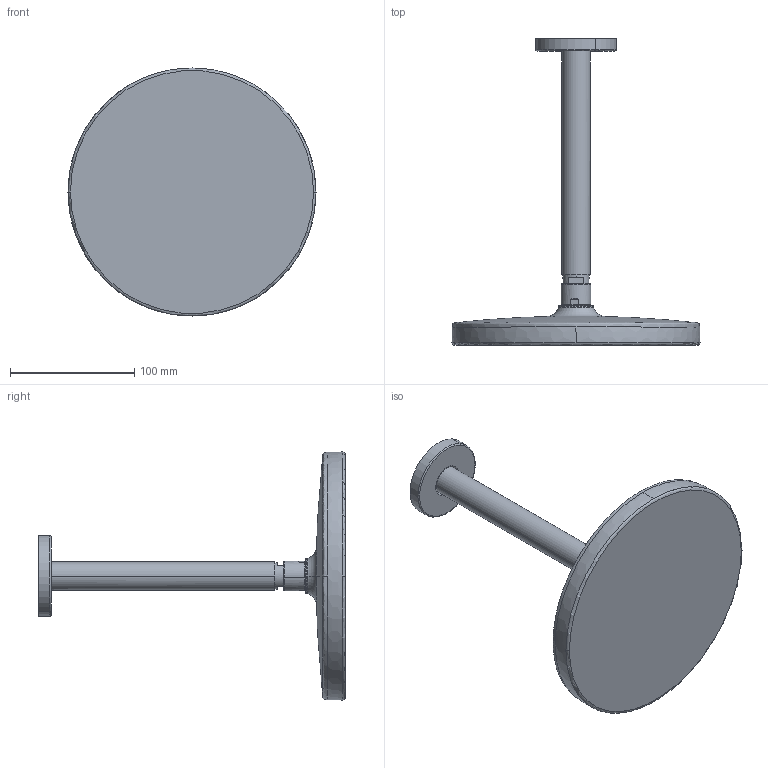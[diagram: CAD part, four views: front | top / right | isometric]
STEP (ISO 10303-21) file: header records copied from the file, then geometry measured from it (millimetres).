
FILE_DESCRIPTION (( 'STEP AP203' ), '1' );
FILE_NAME ('44370100.STEP', '2019-08-28T11:31:35', ( '' ), ( '' ), 'SwSTEP 2.0', 'SolidWorks 2016', '' );
FILE_SCHEMA (( 'CONFIG_CONTROL_DESIGN' ));
Length unit declared in the file: millimetre
Products named in the file (1): 44370100
Bounding box: 200 x 247.3 x 200 mm (x, y, z)
Volume: 773918.4 mm3; surface area: 96964.9 mm2
Topology: 1 solids, 1 shells, 53 faces, 123 edges, 76 vertices
Faces by surface type: torus 16, plane 14, cylinder 10, cone 6, bspline 5, sphere 2
Entity records: 1922 total; most frequent: CARTESIAN_POINT 630, DIRECTION 278, ORIENTED_EDGE 246, AXIS2_PLACEMENT_3D 124, EDGE_CURVE 123, VERTEX_POINT 76, CIRCLE 75, EDGE_LOOP 57
